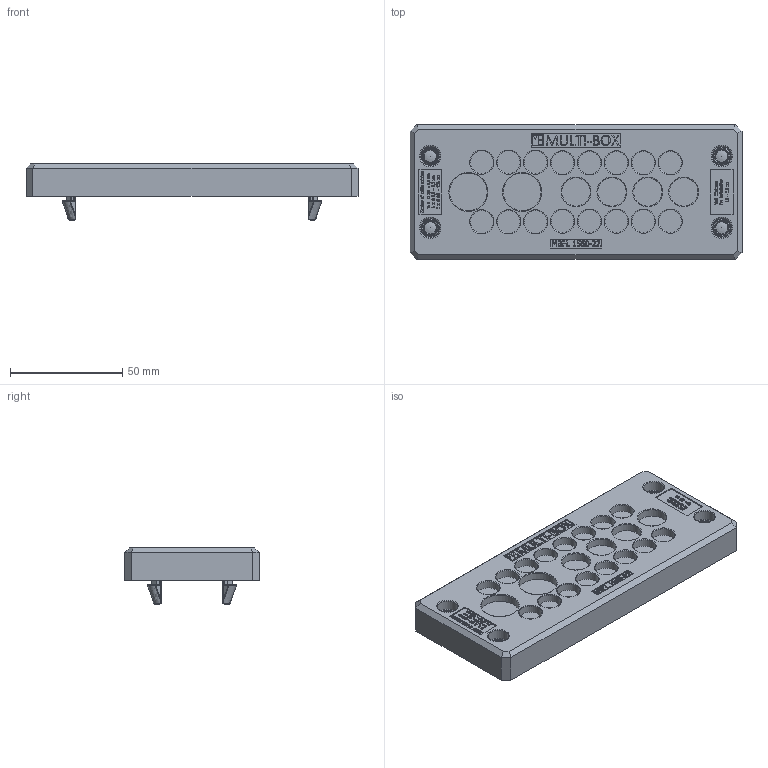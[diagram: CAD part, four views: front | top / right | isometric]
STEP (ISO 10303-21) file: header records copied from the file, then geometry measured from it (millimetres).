
FILE_DESCRIPTION((''),'2;1');
FILE_NAME('MBFL 1560-22 - VE.stp','2015-01-28T14:18:38',('robin.rentz'),(''),'Autodesk Inventor 2012','Autodesk Inventor 2012','');
FILE_SCHEMA(('AUTOMOTIVE_DESIGN { 1 2 10303 214 0 1 1 1 }'));
Length unit declared in the file: millimetre
Products named in the file (1): Bauteil2
Bounding box: 148 x 60 x 25 mm (x, y, z)
Volume: 1900.1 mm3; surface area: 57593.3 mm2
Topology: 20 solids, 23 shells, 4610 faces, 11694 edges, 7316 vertices
Faces by surface type: plane 1551, bspline 1167, cylinder 986, torus 898, cone 8
Full cylindrical faces by diameter (mm): 2.8 x16, 3 x17, 3.2 x1, 3.3 x32, 4.2 x4, 5.2 x2, 5.5 x8, 9 x4, 10.2 x16, 10.4 x16, 12.7 x4, 12.9 x4, 16.8 x2, 17 x2
Entity records: 146265 total; most frequent: CARTESIAN_POINT 41940, ORIENTED_EDGE 22738, DIRECTION 19405, EDGE_CURVE 11369, VERTEX_POINT 7265, AXIS2_PLACEMENT_3D 7028, VECTOR 5349, LINE 5349
